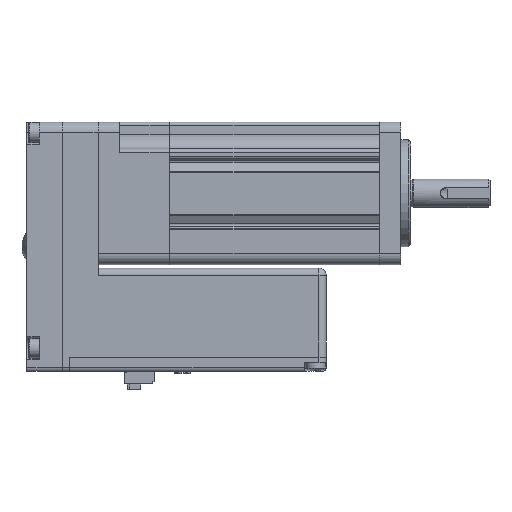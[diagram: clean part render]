
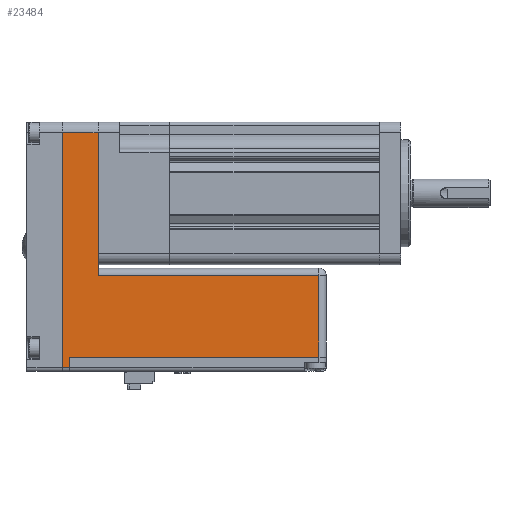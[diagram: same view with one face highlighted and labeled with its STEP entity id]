
A CAD part, front view. The second image highlights one B-rep face of the part: STEP entity #23484.
In plain terms, the highlighted planar face has unit normal (0, -1, 0).
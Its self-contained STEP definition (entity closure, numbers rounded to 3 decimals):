
#2614 = ORIENTED_EDGE ( 'NONE', *, *, #74956, .T. ) ;
#3193 = CARTESIAN_POINT ( 'NONE',  ( -93., -20., -46. ) ) ;
#3634 = CARTESIAN_POINT ( 'NONE',  ( -85., -20., -23. ) ) ;
#5140 = CARTESIAN_POINT ( 'NONE',  ( -85., -20., 17. ) ) ;
#5403 = CARTESIAN_POINT ( 'NONE',  ( -93., -20., -49. ) ) ;
#5512 = ORIENTED_EDGE ( 'NONE', *, *, #43001, .T. ) ;
#7225 = EDGE_CURVE ( 'NONE', #83976, #61703, #44508, .T. ) ;
#7741 = LINE ( 'NONE', #75177, #75297 ) ;
#8902 = CARTESIAN_POINT ( 'NONE',  ( -23., -20., -23. ) ) ;
#9102 = ORIENTED_EDGE ( 'NONE', *, *, #43828, .T. ) ;
#12516 = FACE_OUTER_BOUND ( 'NONE', #66921, .T. ) ;
#14006 = ORIENTED_EDGE ( 'NONE', *, *, #56405, .F. ) ;
#14539 = EDGE_CURVE ( 'NONE', #70586, #24017, #41146, .T. ) ;
#16242 = CARTESIAN_POINT ( 'NONE',  ( -93., -20., -49. ) ) ;
#17255 = CARTESIAN_POINT ( 'NONE',  ( -85., -20., -21. ) ) ;
#18330 = LINE ( 'NONE', #5403, #35828 ) ;
#19390 = CARTESIAN_POINT ( 'NONE',  ( -23., -20., -21. ) ) ;
#23484 = ADVANCED_FACE ( 'NONE', ( #12516 ), #77981, .T. ) ;
#24017 = VERTEX_POINT ( 'NONE', #3634 ) ;
#26618 = CARTESIAN_POINT ( 'NONE',  ( -95., -20., 17. ) ) ;
#26692 = AXIS2_PLACEMENT_3D ( 'NONE', #39188, #84771, #45787 ) ;
#26908 = VECTOR ( 'NONE', #81780, 1000. ) ;
#27660 = CARTESIAN_POINT ( 'NONE',  ( -95., -20., 17. ) ) ;
#31084 = CARTESIAN_POINT ( 'NONE',  ( -23., -20., -46. ) ) ;
#32188 = VERTEX_POINT ( 'NONE', #31084 ) ;
#33042 = VECTOR ( 'NONE', #63120, 1000. ) ;
#34064 = VECTOR ( 'NONE', #55710, 1000. ) ;
#34345 = DIRECTION ( 'NONE',  ( -1., 0., 0. ) ) ;
#35828 = VECTOR ( 'NONE', #38081, 1000. ) ;
#36145 = LINE ( 'NONE', #81642, #34064 ) ;
#36976 = VERTEX_POINT ( 'NONE', #26618 ) ;
#38081 = DIRECTION ( 'NONE',  ( 1., 0., 0. ) ) ;
#39188 = CARTESIAN_POINT ( 'NONE',  ( -85., -20., 20. ) ) ;
#41146 = LINE ( 'NONE', #68310, #56453 ) ;
#43001 = EDGE_CURVE ( 'NONE', #36976, #62184, #36145, .T. ) ;
#43828 = EDGE_CURVE ( 'NONE', #62184, #61703, #18330, .T. ) ;
#44508 = LINE ( 'NONE', #3193, #26908 ) ;
#45787 = DIRECTION ( 'NONE',  ( 0., 0., 1. ) ) ;
#46857 = VERTEX_POINT ( 'NONE', #5140 ) ;
#48669 = DIRECTION ( 'NONE',  ( -1., 0., 0. ) ) ;
#49267 = DIRECTION ( 'NONE',  ( -1., 0., 0. ) ) ;
#49358 = VECTOR ( 'NONE', #34345, 1000. ) ;
#55710 = DIRECTION ( 'NONE',  ( 0., 0., -1. ) ) ;
#55851 = VECTOR ( 'NONE', #71797, 1000. ) ;
#56405 = EDGE_CURVE ( 'NONE', #32188, #83976, #7741, .T. ) ;
#56452 = ORIENTED_EDGE ( 'NONE', *, *, #7225, .F. ) ;
#56453 = VECTOR ( 'NONE', #48669, 1000. ) ;
#57861 = EDGE_CURVE ( 'NONE', #24017, #46857, #67857, .T. ) ;
#57925 = LINE ( 'NONE', #19390, #55851 ) ;
#61555 = EDGE_CURVE ( 'NONE', #46857, #36976, #66674, .T. ) ;
#61703 = VERTEX_POINT ( 'NONE', #16242 ) ;
#62184 = VERTEX_POINT ( 'NONE', #82142 ) ;
#63120 = DIRECTION ( 'NONE',  ( 0., 0., 1. ) ) ;
#65419 = CARTESIAN_POINT ( 'NONE',  ( -93., -20., -46. ) ) ;
#66674 = LINE ( 'NONE', #27660, #49358 ) ;
#66921 = EDGE_LOOP ( 'NONE', ( #5512, #9102, #56452, #14006, #2614, #80121, #77240, #73966 ) ) ;
#67857 = LINE ( 'NONE', #17255, #33042 ) ;
#68310 = CARTESIAN_POINT ( 'NONE',  ( -85., -20., -23. ) ) ;
#70586 = VERTEX_POINT ( 'NONE', #8902 ) ;
#71797 = DIRECTION ( 'NONE',  ( 0., 0., 1. ) ) ;
#73966 = ORIENTED_EDGE ( 'NONE', *, *, #61555, .T. ) ;
#74956 = EDGE_CURVE ( 'NONE', #32188, #70586, #57925, .T. ) ;
#75177 = CARTESIAN_POINT ( 'NONE',  ( -93., -20., -46. ) ) ;
#75297 = VECTOR ( 'NONE', #49267, 1000. ) ;
#77240 = ORIENTED_EDGE ( 'NONE', *, *, #57861, .T. ) ;
#77981 = PLANE ( 'NONE',  #26692 ) ;
#80121 = ORIENTED_EDGE ( 'NONE', *, *, #14539, .T. ) ;
#81642 = CARTESIAN_POINT ( 'NONE',  ( -95., -20., 20. ) ) ;
#81780 = DIRECTION ( 'NONE',  ( 0., 0., -1. ) ) ;
#82142 = CARTESIAN_POINT ( 'NONE',  ( -95., -20., -49. ) ) ;
#83976 = VERTEX_POINT ( 'NONE', #65419 ) ;
#84771 = DIRECTION ( 'NONE',  ( 0., -1., 0. ) ) ;
